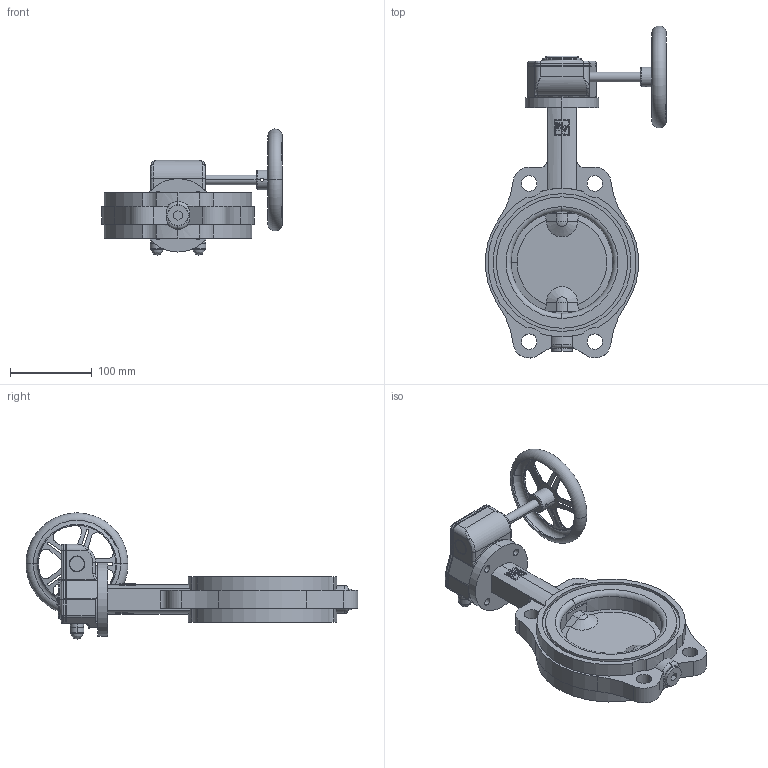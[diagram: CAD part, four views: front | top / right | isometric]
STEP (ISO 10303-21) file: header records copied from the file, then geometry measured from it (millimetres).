
FILE_DESCRIPTION (( 'STEP AP214' ), '1' );
FILE_NAME ('EVBLS DN125 PN16 +X20-P125.STEP', '2021-12-06T13:12:59', ( '' ), ( '' ), 'SwSTEP 2.0', 'SolidWorks 2015', '' );
FILE_SCHEMA (( 'AUTOMOTIVE_DESIGN' ));
Length unit declared in the file: millimetre
Products named in the file (4): EVBLS DN125 PN16 +X20-P125; P125; X21; EVBLS DN50-300 PN16_DN  125 PN16
Assembly tree (3 placements, depth 2):
  EVBLS DN125 PN16 +X20-P125
    EVBLS DN50-300 PN16_DN  125 PN16
    X21
    P125
Bounding box: 221.65 x 406.97 x 154.62 mm (x, y, z)
Volume: 1558910.9 mm3; surface area: 233883 mm2
Topology: 3 solids, 3 shells, 1341 faces, 3525 edges, 2243 vertices
Faces by surface type: plane 526, bspline 400, cylinder 327, torus 56, cone 28, sphere 4
Entity records: 59466 total; most frequent: CARTESIAN_POINT 26372, ORIENTED_EDGE 7006, DIRECTION 5432, EDGE_CURVE 3503, VERTEX_POINT 2241, AXIS2_PLACEMENT_3D 1943, VECTOR 1546, LINE 1546
